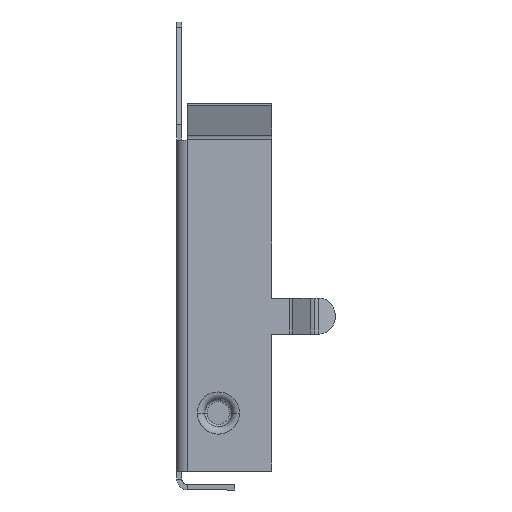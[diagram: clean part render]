
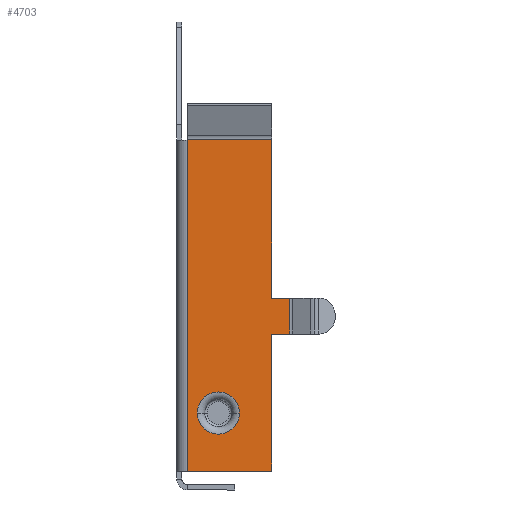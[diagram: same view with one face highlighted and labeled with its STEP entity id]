
A CAD part, left-side view. The second image highlights one B-rep face of the part: STEP entity #4703.
In plain terms, the highlighted planar face has unit normal (-1, 0, 0).
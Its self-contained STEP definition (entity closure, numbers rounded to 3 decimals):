
#40 = DIRECTION ( 'NONE',  ( 1., 0., 0. ) ) ;
#76 = EDGE_CURVE ( 'NONE', #4278, #3296, #2119, .T. ) ;
#101 = DIRECTION ( 'NONE',  ( 0., 1., 0. ) ) ;
#154 = ORIENTED_EDGE ( 'NONE', *, *, #945, .F. ) ;
#170 = ORIENTED_EDGE ( 'NONE', *, *, #4761, .F. ) ;
#199 = CARTESIAN_POINT ( 'NONE',  ( -11.94, 3.68, 7.715 ) ) ;
#244 = DIRECTION ( 'NONE',  ( 0., 0., -1. ) ) ;
#246 = CARTESIAN_POINT ( 'NONE',  ( -11.94, 3.68, -6.785 ) ) ;
#270 = EDGE_CURVE ( 'NONE', #581, #1456, #4216, .T. ) ;
#359 = ORIENTED_EDGE ( 'NONE', *, *, #536, .T. ) ;
#361 = EDGE_CURVE ( 'NONE', #4477, #957, #2599, .T. ) ;
#422 = EDGE_CURVE ( 'NONE', #1294, #655, #2298, .T. ) ;
#536 = EDGE_CURVE ( 'NONE', #4278, #804, #3200, .T. ) ;
#556 = DIRECTION ( 'NONE',  ( 0., 1., 0. ) ) ;
#581 = VERTEX_POINT ( 'NONE', #1912 ) ;
#636 = CARTESIAN_POINT ( 'NONE',  ( -11.94, 0., 3.188 ) ) ;
#645 = DIRECTION ( 'NONE',  ( 0., 0., 1. ) ) ;
#655 = VERTEX_POINT ( 'NONE', #2359 ) ;
#743 = VECTOR ( 'NONE', #244, 1000. ) ;
#804 = VERTEX_POINT ( 'NONE', #2093 ) ;
#893 = FACE_BOUND ( 'NONE', #3806, .T. ) ;
#908 = LINE ( 'NONE', #2554, #1102 ) ;
#919 = VECTOR ( 'NONE', #4589, 1000. ) ;
#943 = ORIENTED_EDGE ( 'NONE', *, *, #76, .F. ) ;
#945 = EDGE_CURVE ( 'NONE', #2009, #581, #2707, .T. ) ;
#955 = CARTESIAN_POINT ( 'NONE',  ( -11.94, 3.68, 7.715 ) ) ;
#957 = VERTEX_POINT ( 'NONE', #1834 ) ;
#1030 = CARTESIAN_POINT ( 'NONE',  ( -11.94, -0.8, 12.065 ) ) ;
#1102 = VECTOR ( 'NONE', #3693, 1000. ) ;
#1294 = VERTEX_POINT ( 'NONE', #2421 ) ;
#1335 = VECTOR ( 'NONE', #2880, 1000. ) ;
#1343 = DIRECTION ( 'NONE',  ( 1., 0., 0. ) ) ;
#1374 = DIRECTION ( 'NONE',  ( 0., 1., 0. ) ) ;
#1456 = VERTEX_POINT ( 'NONE', #3598 ) ;
#1533 = CARTESIAN_POINT ( 'NONE',  ( -11.94, 0., 3.665 ) ) ;
#1670 = CARTESIAN_POINT ( 'NONE',  ( -11.94, 0., 7.715 ) ) ;
#1806 = CARTESIAN_POINT ( 'NONE',  ( -11.94, 3.68, 3.188 ) ) ;
#1816 = DIRECTION ( 'NONE',  ( 1., 0., 0. ) ) ;
#1834 = CARTESIAN_POINT ( 'NONE',  ( -11.94, 0., 7.735 ) ) ;
#1912 = CARTESIAN_POINT ( 'NONE',  ( -11.94, -0.8, -0.785 ) ) ;
#1973 = DIRECTION ( 'NONE',  ( 0., 1., 0. ) ) ;
#2009 = VERTEX_POINT ( 'NONE', #3474 ) ;
#2069 = ORIENTED_EDGE ( 'NONE', *, *, #2129, .T. ) ;
#2093 = CARTESIAN_POINT ( 'NONE',  ( -11.94, 0., -6.785 ) ) ;
#2103 = CARTESIAN_POINT ( 'NONE',  ( -11.94, 2.33, -4.245 ) ) ;
#2119 = LINE ( 'NONE', #1806, #2827 ) ;
#2129 = EDGE_CURVE ( 'NONE', #655, #1294, #2809, .T. ) ;
#2183 = ORIENTED_EDGE ( 'NONE', *, *, #4260, .F. ) ;
#2298 = CIRCLE ( 'NONE', #4515, 0.925 ) ;
#2359 = CARTESIAN_POINT ( 'NONE',  ( -11.94, 3.255, -4.245 ) ) ;
#2421 = CARTESIAN_POINT ( 'NONE',  ( -11.94, 1.405, -4.245 ) ) ;
#2449 = EDGE_CURVE ( 'NONE', #2009, #4477, #908, .T. ) ;
#2475 = VECTOR ( 'NONE', #556, 1000. ) ;
#2535 = VECTOR ( 'NONE', #3287, 1000. ) ;
#2554 = CARTESIAN_POINT ( 'NONE',  ( -11.94, -0.8, 0.785 ) ) ;
#2599 = LINE ( 'NONE', #1670, #2535 ) ;
#2603 = CARTESIAN_POINT ( 'NONE',  ( -11.94, 3.68, 7.735 ) ) ;
#2628 = FACE_OUTER_BOUND ( 'NONE', #3791, .T. ) ;
#2707 = LINE ( 'NONE', #1030, #743 ) ;
#2708 = EDGE_CURVE ( 'NONE', #3296, #3499, #3435, .T. ) ;
#2809 = CIRCLE ( 'NONE', #4038, 0.925 ) ;
#2827 = VECTOR ( 'NONE', #645, 1000. ) ;
#2851 = VECTOR ( 'NONE', #4561, 1000. ) ;
#2880 = DIRECTION ( 'NONE',  ( 0., 0., 1. ) ) ;
#2925 = CARTESIAN_POINT ( 'NONE',  ( -11.94, 0., -6.785 ) ) ;
#3200 = LINE ( 'NONE', #2925, #919 ) ;
#3287 = DIRECTION ( 'NONE',  ( 0., 0., 1. ) ) ;
#3296 = VERTEX_POINT ( 'NONE', #199 ) ;
#3391 = PLANE ( 'NONE',  #4789 ) ;
#3435 = LINE ( 'NONE', #955, #1335 ) ;
#3474 = CARTESIAN_POINT ( 'NONE',  ( -11.94, -0.8, 0.785 ) ) ;
#3499 = VERTEX_POINT ( 'NONE', #3808 ) ;
#3527 = CARTESIAN_POINT ( 'NONE',  ( -11.94, 2.33, -4.245 ) ) ;
#3598 = CARTESIAN_POINT ( 'NONE',  ( -11.94, 0., -0.785 ) ) ;
#3668 = VECTOR ( 'NONE', #4271, 1000. ) ;
#3693 = DIRECTION ( 'NONE',  ( 0., 1., 0. ) ) ;
#3702 = ORIENTED_EDGE ( 'NONE', *, *, #361, .T. ) ;
#3791 = EDGE_LOOP ( 'NONE', ( #170, #4889, #154, #4991, #3702, #2183, #5110, #943, #359 ) ) ;
#3806 = EDGE_LOOP ( 'NONE', ( #2069, #4865 ) ) ;
#3808 = CARTESIAN_POINT ( 'NONE',  ( -11.94, 3.68, 7.735 ) ) ;
#4038 = AXIS2_PLACEMENT_3D ( 'NONE', #3527, #40, #1973 ) ;
#4045 = LINE ( 'NONE', #2603, #2851 ) ;
#4105 = CARTESIAN_POINT ( 'NONE',  ( -11.94, -0.8, -0.785 ) ) ;
#4216 = LINE ( 'NONE', #4105, #2475 ) ;
#4260 = EDGE_CURVE ( 'NONE', #3499, #957, #4045, .T. ) ;
#4271 = DIRECTION ( 'NONE',  ( 0., 0., -1. ) ) ;
#4278 = VERTEX_POINT ( 'NONE', #246 ) ;
#4477 = VERTEX_POINT ( 'NONE', #4526 ) ;
#4493 = LINE ( 'NONE', #1533, #3668 ) ;
#4515 = AXIS2_PLACEMENT_3D ( 'NONE', #2103, #1343, #101 ) ;
#4526 = CARTESIAN_POINT ( 'NONE',  ( -11.94, 0., 0.785 ) ) ;
#4561 = DIRECTION ( 'NONE',  ( 0., -1., 0. ) ) ;
#4589 = DIRECTION ( 'NONE',  ( 0., -1., 0. ) ) ;
#4703 = ADVANCED_FACE ( 'NONE', ( #893, #2628 ), #3391, .F. ) ;
#4761 = EDGE_CURVE ( 'NONE', #1456, #804, #4493, .T. ) ;
#4789 = AXIS2_PLACEMENT_3D ( 'NONE', #636, #1816, #1374 ) ;
#4865 = ORIENTED_EDGE ( 'NONE', *, *, #422, .T. ) ;
#4889 = ORIENTED_EDGE ( 'NONE', *, *, #270, .F. ) ;
#4991 = ORIENTED_EDGE ( 'NONE', *, *, #2449, .T. ) ;
#5110 = ORIENTED_EDGE ( 'NONE', *, *, #2708, .F. ) ;
